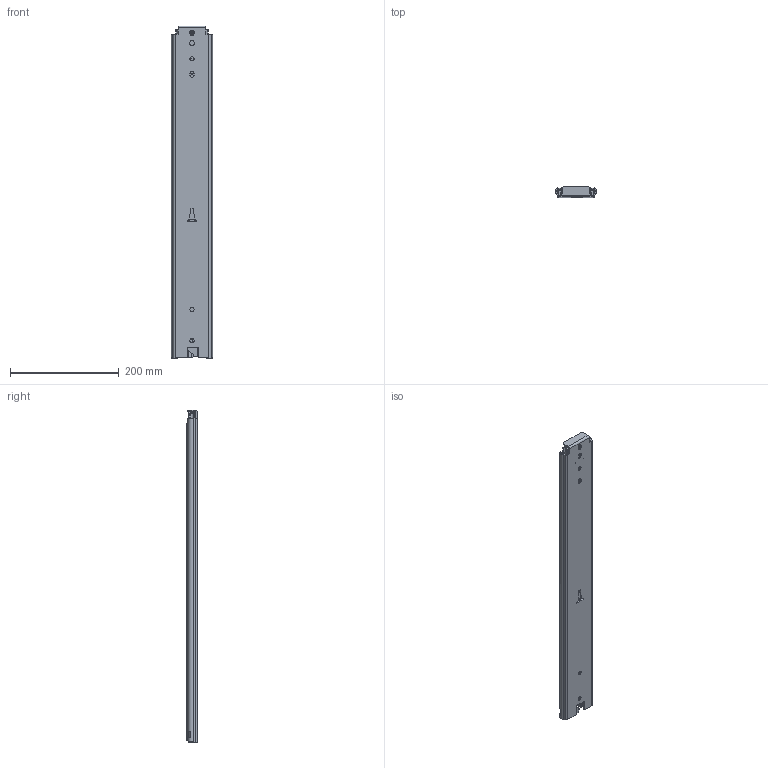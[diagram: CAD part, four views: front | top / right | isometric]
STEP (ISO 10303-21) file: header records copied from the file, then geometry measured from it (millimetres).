
FILE_DESCRIPTION((''),'2;1');
FILE_NAME('Schiene_609_kpl.stp','2014-08-20T20:06:55',('Bj�rn Melches'),(''),'Autodesk Inventor 2012','Autodesk Inventor 2012','');
FILE_SCHEMA(('AUTOMOTIVE_DESIGN { 1 0 10303 214 1 1 1 1 }'));
Length unit declared in the file: millimetre
Products named in the file (12): Schiene_609_kpl; Schiene breit 609,6 mm; Schiene mittig 609,6 mm kpl; Schiene mittig 609,6 mm; Puffer groß; Freigeber groß; Schiene schmal 609,6 mm kpl; Schiene schmal 609,6 mm; Kugelhalter_609,6_ kpl; Kugelhalter_609,6; Kugel_9; Rolle
Assembly tree (24 placements, depth 3):
  Schiene_609_kpl
    Schiene breit 609,6 mm
    Schiene mittig 609,6 mm kpl
      Schiene mittig 609,6 mm
      Puffer groß
      Freigeber groß
    Schiene schmal 609,6 mm kpl
      Schiene schmal 609,6 mm
    Kugelhalter_609,6_ kpl  x4
      Kugelhalter_609,6
      Kugel_9
    Rolle  x2
Bounding box: 75.3 x 19.2 x 609.6 mm (x, y, z)
Volume: 414416.4 mm3; surface area: 327761.2 mm2
Topology: 52 solids, 53 shells, 766 faces, 2379 edges, 1539 vertices
Faces by surface type: plane 377, cylinder 343, sphere 42, cone 4
Full cylindrical faces by diameter (mm): 3 x1, 4 x1, 4.5 x1, 5 x2, 6 x1, 6.4 x1, 6.5 x6, 7.5 x3, 9 x42, 12 x1, 12.6 x1, 26 x2
Entity records: 21207 total; most frequent: CARTESIAN_POINT 4391, ORIENTED_EDGE 3476, DIRECTION 3437, EDGE_CURVE 1738, AXIS2_PLACEMENT_3D 1157, VERTEX_POINT 1155, VECTOR 1123, LINE 1123
